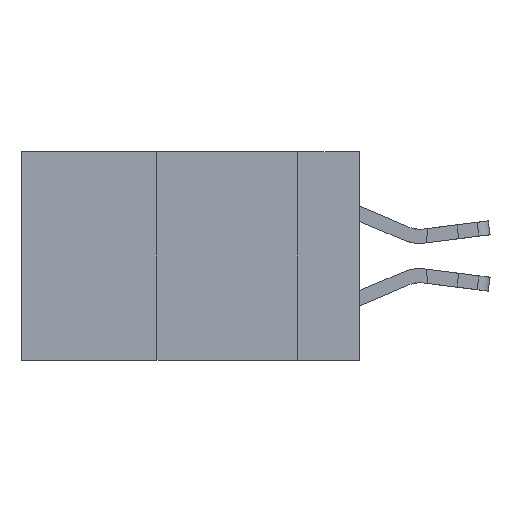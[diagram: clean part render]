
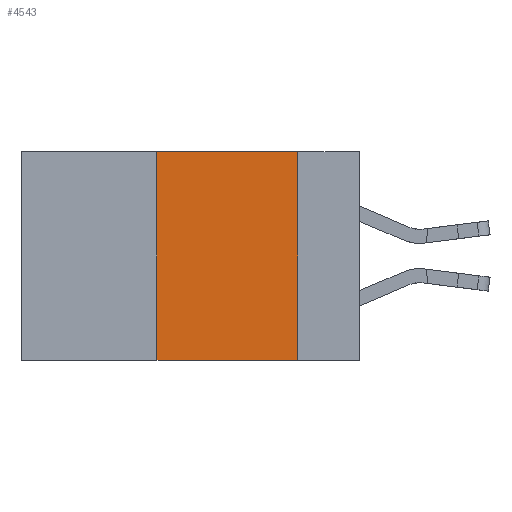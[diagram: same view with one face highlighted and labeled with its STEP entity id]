
A CAD part, left-side view. The second image highlights one B-rep face of the part: STEP entity #4543.
In plain terms, the highlighted planar face has unit normal (-1, 0, 0).
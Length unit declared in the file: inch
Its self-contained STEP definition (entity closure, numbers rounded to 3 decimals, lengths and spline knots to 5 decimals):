
#457 = VECTOR ( 'NONE', #6685, 39.37008 ) ;
#843 = VECTOR ( 'NONE', #2117, 39.37008 ) ;
#1556 = EDGE_LOOP ( 'NONE', ( #1641, #3679, #19327, #6299 ) ) ;
#1641 = ORIENTED_EDGE ( 'NONE', *, *, #11466, .F. ) ;
#2098 = LINE ( 'NONE', #13767, #10382 ) ;
#2117 = DIRECTION ( 'NONE',  ( 0., -1., 0. ) ) ;
#3679 = ORIENTED_EDGE ( 'NONE', *, *, #10768, .F. ) ;
#4414 = DIRECTION ( 'NONE',  ( 0., 0., -1. ) ) ;
#4543 = ADVANCED_FACE ( 'NONE', ( #15456 ), #24923, .F. ) ;
#4629 = DIRECTION ( 'NONE',  ( 1., 0., 0. ) ) ;
#6299 = ORIENTED_EDGE ( 'NONE', *, *, #21609, .T. ) ;
#6685 = DIRECTION ( 'NONE',  ( 0., 0., 1. ) ) ;
#7506 = CARTESIAN_POINT ( 'NONE',  ( 0., 0.36, 0. ) ) ;
#8362 = CARTESIAN_POINT ( 'NONE',  ( 0., 0.6, 0. ) ) ;
#8416 = CARTESIAN_POINT ( 'NONE',  ( 0., 0.11, 0. ) ) ;
#8499 = DIRECTION ( 'NONE',  ( 0., -1., 0. ) ) ;
#9645 = CARTESIAN_POINT ( 'NONE',  ( 0., 0.11, -0.37 ) ) ;
#9711 = VECTOR ( 'NONE', #4414, 39.37008 ) ;
#10382 = VECTOR ( 'NONE', #8499, 39.37008 ) ;
#10415 = DIRECTION ( 'NONE',  ( 0., 0., -1. ) ) ;
#10768 = EDGE_CURVE ( 'NONE', #11904, #14479, #22435, .T. ) ;
#11209 = AXIS2_PLACEMENT_3D ( 'NONE', #8362, #4629, #10415 ) ;
#11466 = EDGE_CURVE ( 'NONE', #14479, #20779, #15094, .T. ) ;
#11904 = VERTEX_POINT ( 'NONE', #7506 ) ;
#13767 = CARTESIAN_POINT ( 'NONE',  ( 0., 0.6, -0.37 ) ) ;
#14419 = CARTESIAN_POINT ( 'NONE',  ( 0., 0.11, 0. ) ) ;
#14479 = VERTEX_POINT ( 'NONE', #8416 ) ;
#15094 = LINE ( 'NONE', #14419, #9711 ) ;
#15456 = FACE_OUTER_BOUND ( 'NONE', #1556, .T. ) ;
#18815 = CARTESIAN_POINT ( 'NONE',  ( 0., 0.36, 0. ) ) ;
#19327 = ORIENTED_EDGE ( 'NONE', *, *, #21915, .F. ) ;
#19857 = CARTESIAN_POINT ( 'NONE',  ( 0., 0.36, -0.37 ) ) ;
#20779 = VERTEX_POINT ( 'NONE', #9645 ) ;
#21528 = VERTEX_POINT ( 'NONE', #19857 ) ;
#21609 = EDGE_CURVE ( 'NONE', #21528, #20779, #2098, .T. ) ;
#21915 = EDGE_CURVE ( 'NONE', #21528, #11904, #23335, .T. ) ;
#22435 = LINE ( 'NONE', #24472, #843 ) ;
#23335 = LINE ( 'NONE', #18815, #457 ) ;
#24472 = CARTESIAN_POINT ( 'NONE',  ( 0., 0.6, 0. ) ) ;
#24923 = PLANE ( 'NONE',  #11209 ) ;
